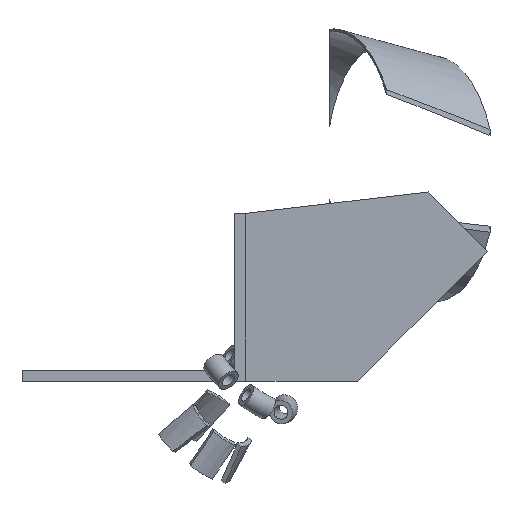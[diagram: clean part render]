
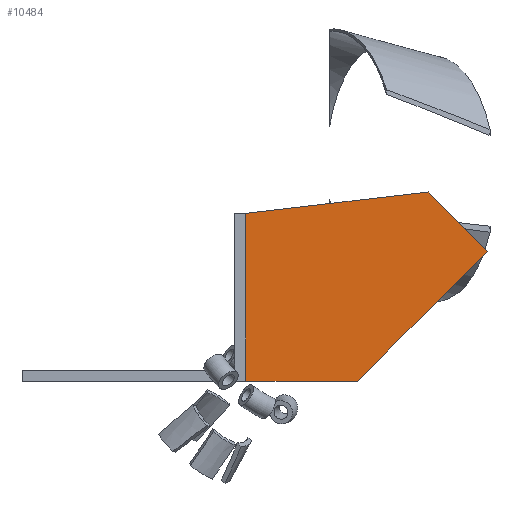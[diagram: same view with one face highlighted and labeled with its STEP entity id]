
A CAD part, front view. The second image highlights one B-rep face of the part: STEP entity #10484.
In plain terms, the highlighted planar face has unit normal (0, -1, 0).
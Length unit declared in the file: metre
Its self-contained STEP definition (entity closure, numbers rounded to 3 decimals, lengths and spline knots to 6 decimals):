
#10093 = VERTEX_POINT('',#10094);
#10094 = CARTESIAN_POINT('',(0.,-2.,0.));
#10101 = PLANE('',#10102);
#10102 = AXIS2_PLACEMENT_3D('',#10103,#10104,#10105);
#10103 = CARTESIAN_POINT('',(0.,0.,0.));
#10104 = DIRECTION('',(-0.,0.,1.));
#10105 = DIRECTION('',(1.,0.,0.));
#10113 = PLANE('',#10114);
#10114 = AXIS2_PLACEMENT_3D('',#10115,#10116,#10117);
#10115 = CARTESIAN_POINT('',(0.,0.,72.));
#10116 = DIRECTION('',(1.,0.,0.));
#10117 = DIRECTION('',(0.,0.,-1.));
#10125 = EDGE_CURVE('',#10093,#10126,#10128,.T.);
#10126 = VERTEX_POINT('',#10127);
#10127 = CARTESIAN_POINT('',(48.,-2.,0.));
#10128 = SURFACE_CURVE('',#10129,(#10133,#10140),.PCURVE_S1.);
#10129 = LINE('',#10130,#10131);
#10130 = CARTESIAN_POINT('',(0.,-2.,0.));
#10131 = VECTOR('',#10132,1.);
#10132 = DIRECTION('',(1.,0.,0.));
#10133 = PCURVE('',#10101,#10134);
#10134 = DEFINITIONAL_REPRESENTATION('',(#10135),#10139);
#10135 = LINE('',#10136,#10137);
#10136 = CARTESIAN_POINT('',(0.,-2.));
#10137 = VECTOR('',#10138,1.);
#10138 = DIRECTION('',(1.,0.));
#10139 = ( GEOMETRIC_REPRESENTATION_CONTEXT(2) 
PARAMETRIC_REPRESENTATION_CONTEXT() REPRESENTATION_CONTEXT('2D SPACE',''
  ) );
#10140 = PCURVE('',#10141,#10146);
#10141 = PLANE('',#10142);
#10142 = AXIS2_PLACEMENT_3D('',#10143,#10144,#10145);
#10143 = CARTESIAN_POINT('',(0.,-2.,0.));
#10144 = DIRECTION('',(0.,-1.,0.));
#10145 = DIRECTION('',(1.,0.,0.));
#10146 = DEFINITIONAL_REPRESENTATION('',(#10147),#10151);
#10147 = LINE('',#10148,#10149);
#10148 = CARTESIAN_POINT('',(0.,0.));
#10149 = VECTOR('',#10150,1.);
#10150 = DIRECTION('',(1.,0.));
#10151 = ( GEOMETRIC_REPRESENTATION_CONTEXT(2) 
PARAMETRIC_REPRESENTATION_CONTEXT() REPRESENTATION_CONTEXT('2D SPACE',''
  ) );
#10169 = PLANE('',#10170);
#10170 = AXIS2_PLACEMENT_3D('',#10171,#10172,#10173);
#10171 = CARTESIAN_POINT('',(48.,0.,0.));
#10172 = DIRECTION('',(-0.707,0.,0.707));
#10173 = DIRECTION('',(0.707,0.,0.707));
#10211 = EDGE_CURVE('',#10126,#10212,#10214,.T.);
#10212 = VERTEX_POINT('',#10213);
#10213 = CARTESIAN_POINT('',(103.720779,-2.,55.720779));
#10214 = SURFACE_CURVE('',#10215,(#10219,#10226),.PCURVE_S1.);
#10215 = LINE('',#10216,#10217);
#10216 = CARTESIAN_POINT('',(48.,-2.,0.));
#10217 = VECTOR('',#10218,1.);
#10218 = DIRECTION('',(0.707,0.,0.707));
#10219 = PCURVE('',#10169,#10220);
#10220 = DEFINITIONAL_REPRESENTATION('',(#10221),#10225);
#10221 = LINE('',#10222,#10223);
#10222 = CARTESIAN_POINT('',(0.,-2.));
#10223 = VECTOR('',#10224,1.);
#10224 = DIRECTION('',(1.,0.));
#10225 = ( GEOMETRIC_REPRESENTATION_CONTEXT(2) 
PARAMETRIC_REPRESENTATION_CONTEXT() REPRESENTATION_CONTEXT('2D SPACE',''
  ) );
#10226 = PCURVE('',#10141,#10227);
#10227 = DEFINITIONAL_REPRESENTATION('',(#10228),#10232);
#10228 = LINE('',#10229,#10230);
#10229 = CARTESIAN_POINT('',(48.,0.));
#10230 = VECTOR('',#10231,1.);
#10231 = DIRECTION('',(0.707,0.707));
#10232 = ( GEOMETRIC_REPRESENTATION_CONTEXT(2) 
PARAMETRIC_REPRESENTATION_CONTEXT() REPRESENTATION_CONTEXT('2D SPACE',''
  ) );
#10250 = PLANE('',#10251);
#10251 = AXIS2_PLACEMENT_3D('',#10252,#10253,#10254);
#10252 = CARTESIAN_POINT('',(103.720779,0.,55.720779));
#10253 = DIRECTION('',(-0.707,-0.,-0.707));
#10254 = DIRECTION('',(-0.707,0.,0.707));
#10287 = EDGE_CURVE('',#10212,#10288,#10290,.T.);
#10288 = VERTEX_POINT('',#10289);
#10289 = CARTESIAN_POINT('',(78.264935,-2.,81.176624));
#10290 = SURFACE_CURVE('',#10291,(#10295,#10302),.PCURVE_S1.);
#10291 = LINE('',#10292,#10293);
#10292 = CARTESIAN_POINT('',(103.720779,-2.,55.720779));
#10293 = VECTOR('',#10294,1.);
#10294 = DIRECTION('',(-0.707,0.,0.707));
#10295 = PCURVE('',#10250,#10296);
#10296 = DEFINITIONAL_REPRESENTATION('',(#10297),#10301);
#10297 = LINE('',#10298,#10299);
#10298 = CARTESIAN_POINT('',(0.,-2.));
#10299 = VECTOR('',#10300,1.);
#10300 = DIRECTION('',(1.,0.));
#10301 = ( GEOMETRIC_REPRESENTATION_CONTEXT(2) 
PARAMETRIC_REPRESENTATION_CONTEXT() REPRESENTATION_CONTEXT('2D SPACE',''
  ) );
#10302 = PCURVE('',#10141,#10303);
#10303 = DEFINITIONAL_REPRESENTATION('',(#10304),#10308);
#10304 = LINE('',#10305,#10306);
#10305 = CARTESIAN_POINT('',(103.721,55.721));
#10306 = VECTOR('',#10307,1.);
#10307 = DIRECTION('',(-0.707,0.707));
#10308 = ( GEOMETRIC_REPRESENTATION_CONTEXT(2) 
PARAMETRIC_REPRESENTATION_CONTEXT() REPRESENTATION_CONTEXT('2D SPACE',''
  ) );
#10326 = PLANE('',#10327);
#10327 = AXIS2_PLACEMENT_3D('',#10328,#10329,#10330);
#10328 = CARTESIAN_POINT('',(78.264935,0.,81.176624));
#10329 = DIRECTION('',(0.116,0.,-0.993));
#10330 = DIRECTION('',(-0.993,0.,-0.116));
#10363 = EDGE_CURVE('',#10288,#10364,#10366,.T.);
#10364 = VERTEX_POINT('',#10365);
#10365 = CARTESIAN_POINT('',(0.,-2.,72.));
#10366 = SURFACE_CURVE('',#10367,(#10371,#10378),.PCURVE_S1.);
#10367 = LINE('',#10368,#10369);
#10368 = CARTESIAN_POINT('',(78.264935,-2.,81.176624));
#10369 = VECTOR('',#10370,1.);
#10370 = DIRECTION('',(-0.993,0.,-0.116));
#10371 = PCURVE('',#10326,#10372);
#10372 = DEFINITIONAL_REPRESENTATION('',(#10373),#10377);
#10373 = LINE('',#10374,#10375);
#10374 = CARTESIAN_POINT('',(-0.,-2.));
#10375 = VECTOR('',#10376,1.);
#10376 = DIRECTION('',(1.,0.));
#10377 = ( GEOMETRIC_REPRESENTATION_CONTEXT(2) 
PARAMETRIC_REPRESENTATION_CONTEXT() REPRESENTATION_CONTEXT('2D SPACE',''
  ) );
#10378 = PCURVE('',#10141,#10379);
#10379 = DEFINITIONAL_REPRESENTATION('',(#10380),#10384);
#10380 = LINE('',#10381,#10382);
#10381 = CARTESIAN_POINT('',(78.265,81.177));
#10382 = VECTOR('',#10383,1.);
#10383 = DIRECTION('',(-0.993,-0.116));
#10384 = ( GEOMETRIC_REPRESENTATION_CONTEXT(2) 
PARAMETRIC_REPRESENTATION_CONTEXT() REPRESENTATION_CONTEXT('2D SPACE',''
  ) );
#10434 = EDGE_CURVE('',#10364,#10093,#10435,.T.);
#10435 = SURFACE_CURVE('',#10436,(#10440,#10447),.PCURVE_S1.);
#10436 = LINE('',#10437,#10438);
#10437 = CARTESIAN_POINT('',(0.,-2.,72.));
#10438 = VECTOR('',#10439,1.);
#10439 = DIRECTION('',(0.,0.,-1.));
#10440 = PCURVE('',#10113,#10441);
#10441 = DEFINITIONAL_REPRESENTATION('',(#10442),#10446);
#10442 = LINE('',#10443,#10444);
#10443 = CARTESIAN_POINT('',(0.,-2.));
#10444 = VECTOR('',#10445,1.);
#10445 = DIRECTION('',(1.,0.));
#10446 = ( GEOMETRIC_REPRESENTATION_CONTEXT(2) 
PARAMETRIC_REPRESENTATION_CONTEXT() REPRESENTATION_CONTEXT('2D SPACE',''
  ) );
#10447 = PCURVE('',#10141,#10448);
#10448 = DEFINITIONAL_REPRESENTATION('',(#10449),#10453);
#10449 = LINE('',#10450,#10451);
#10450 = CARTESIAN_POINT('',(0.,72.));
#10451 = VECTOR('',#10452,1.);
#10452 = DIRECTION('',(0.,-1.));
#10453 = ( GEOMETRIC_REPRESENTATION_CONTEXT(2) 
PARAMETRIC_REPRESENTATION_CONTEXT() REPRESENTATION_CONTEXT('2D SPACE',''
  ) );
#10484 = ADVANCED_FACE('',(#10485),#10141,.T.);
#10485 = FACE_BOUND('',#10486,.T.);
#10486 = EDGE_LOOP('',(#10487,#10488,#10489,#10490,#10491));
#10487 = ORIENTED_EDGE('',*,*,#10125,.T.);
#10488 = ORIENTED_EDGE('',*,*,#10211,.T.);
#10489 = ORIENTED_EDGE('',*,*,#10287,.T.);
#10490 = ORIENTED_EDGE('',*,*,#10363,.T.);
#10491 = ORIENTED_EDGE('',*,*,#10434,.T.);
